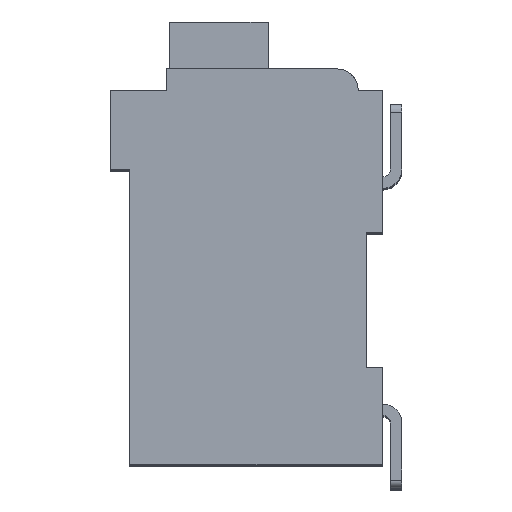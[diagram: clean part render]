
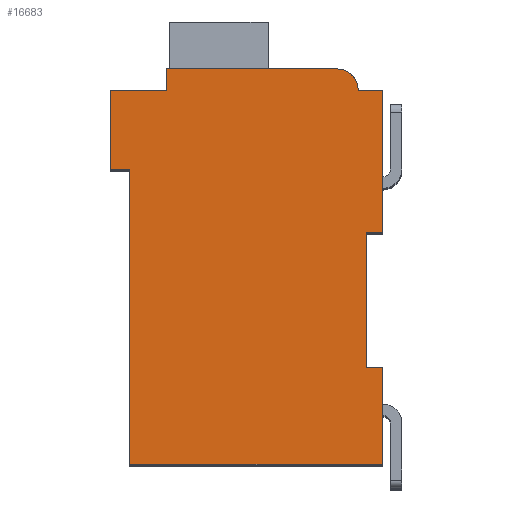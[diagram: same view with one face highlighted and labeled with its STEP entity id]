
A CAD part, top view. The second image highlights one B-rep face of the part: STEP entity #16683.
In plain terms, the highlighted planar face has unit normal (0, 0, 1).
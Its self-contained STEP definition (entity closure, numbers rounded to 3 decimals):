
#5194=DIRECTION('',(1.,0.,0.));
#5195=VECTOR('',#5194,0.5);
#5196=CARTESIAN_POINT('',(7.3,7.15,2.1));
#5197=LINE('',#5196,#5195);
#5198=DIRECTION('',(0.,1.,0.));
#5199=VECTOR('',#5198,4.15);
#5200=CARTESIAN_POINT('',(7.3,3.,2.1));
#5201=LINE('',#5200,#5199);
#5202=DIRECTION('',(-1.,0.,0.));
#5203=VECTOR('',#5202,0.5);
#5204=CARTESIAN_POINT('',(7.8,3.,2.1));
#5205=LINE('',#5204,#5203);
#5206=DIRECTION('',(0.,1.,0.));
#5207=VECTOR('',#5206,3.);
#5208=CARTESIAN_POINT('',(7.8,0.,2.1));
#5209=LINE('',#5208,#5207);
#5210=DIRECTION('',(1.,0.,0.));
#5211=VECTOR('',#5210,7.8);
#5212=CARTESIAN_POINT('',(0.,0.,2.1));
#5213=LINE('',#5212,#5211);
#5214=DIRECTION('',(0.,-1.,0.));
#5215=VECTOR('',#5214,9.1);
#5216=CARTESIAN_POINT('',(0.,9.1,2.1));
#5217=LINE('',#5216,#5215);
#5218=DIRECTION('',(1.,0.,0.));
#5219=VECTOR('',#5218,0.6);
#5220=CARTESIAN_POINT('',(-0.6,9.1,2.1));
#5221=LINE('',#5220,#5219);
#5222=DIRECTION('',(0.,-1.,0.));
#5223=VECTOR('',#5222,2.45);
#5224=CARTESIAN_POINT('',(-0.6,11.55,2.1));
#5225=LINE('',#5224,#5223);
#5226=DIRECTION('',(-1.,0.,0.));
#5227=VECTOR('',#5226,1.75);
#5228=CARTESIAN_POINT('',(1.15,11.55,2.1));
#5229=LINE('',#5228,#5227);
#5230=DIRECTION('',(0.,-1.,0.));
#5231=VECTOR('',#5230,0.65);
#5232=CARTESIAN_POINT('',(1.15,12.2,2.1));
#5233=LINE('',#5232,#5231);
#5234=DIRECTION('',(-1.,0.,0.));
#5235=VECTOR('',#5234,5.25);
#5236=CARTESIAN_POINT('',(6.4,12.2,2.1));
#5237=LINE('',#5236,#5235);
#5238=CARTESIAN_POINT('',(6.4,11.55,2.1));
#5239=DIRECTION('',(0.,0.,1.));
#5240=DIRECTION('',(1.,0.,0.));
#5241=AXIS2_PLACEMENT_3D('',#5238,#5239,#5240);
#5243=DIRECTION('',(-1.,0.,0.));
#5244=VECTOR('',#5243,0.75);
#5245=CARTESIAN_POINT('',(7.8,11.55,2.1));
#5246=LINE('',#5245,#5244);
#5247=DIRECTION('',(0.,1.,0.));
#5248=VECTOR('',#5247,4.4);
#5249=CARTESIAN_POINT('',(7.8,7.15,2.1));
#5250=LINE('',#5249,#5248);
#8111=CARTESIAN_POINT('',(7.3,7.15,2.1));
#8112=CARTESIAN_POINT('',(7.8,7.15,2.1));
#8113=VERTEX_POINT('',#8111);
#8114=VERTEX_POINT('',#8112);
#8115=CARTESIAN_POINT('',(7.8,11.55,2.1));
#8116=VERTEX_POINT('',#8115);
#8117=CARTESIAN_POINT('',(7.05,11.55,2.1));
#8118=VERTEX_POINT('',#8117);
#8119=CARTESIAN_POINT('',(6.4,12.2,2.1));
#8120=VERTEX_POINT('',#8119);
#8121=CARTESIAN_POINT('',(1.15,12.2,2.1));
#8122=VERTEX_POINT('',#8121);
#8123=CARTESIAN_POINT('',(1.15,11.55,2.1));
#8124=VERTEX_POINT('',#8123);
#8125=CARTESIAN_POINT('',(-0.6,11.55,2.1));
#8126=VERTEX_POINT('',#8125);
#8127=CARTESIAN_POINT('',(-0.6,9.1,2.1));
#8128=VERTEX_POINT('',#8127);
#8129=CARTESIAN_POINT('',(0.,9.1,2.1));
#8130=VERTEX_POINT('',#8129);
#8131=CARTESIAN_POINT('',(0.,0.,2.1));
#8132=VERTEX_POINT('',#8131);
#8133=CARTESIAN_POINT('',(7.8,0.,2.1));
#8134=VERTEX_POINT('',#8133);
#8135=CARTESIAN_POINT('',(7.8,3.,2.1));
#8136=VERTEX_POINT('',#8135);
#8137=CARTESIAN_POINT('',(7.3,3.,2.1));
#8138=VERTEX_POINT('',#8137);
#16662=CARTESIAN_POINT('',(0.,0.,2.1));
#16663=DIRECTION('',(0.,0.,1.));
#16664=DIRECTION('',(1.,0.,0.));
#16665=AXIS2_PLACEMENT_3D('',#16662,#16663,#16664);
#16666=PLANE('',#16665);
#16667=ORIENTED_EDGE('',*,*,#10656,.F.);
#16668=ORIENTED_EDGE('',*,*,#11090,.F.);
#16669=ORIENTED_EDGE('',*,*,#13934,.F.);
#16670=ORIENTED_EDGE('',*,*,#14139,.F.);
#16671=ORIENTED_EDGE('',*,*,#14384,.F.);
#16672=ORIENTED_EDGE('',*,*,#14717,.F.);
#16673=ORIENTED_EDGE('',*,*,#14884,.F.);
#16674=ORIENTED_EDGE('',*,*,#15028,.F.);
#16675=ORIENTED_EDGE('',*,*,#15243,.F.);
#16676=ORIENTED_EDGE('',*,*,#15672,.F.);
#16677=ORIENTED_EDGE('',*,*,#16002,.F.);
#16678=ORIENTED_EDGE('',*,*,#15294,.F.);
#16679=ORIENTED_EDGE('',*,*,#15543,.F.);
#16680=ORIENTED_EDGE('',*,*,#10985,.F.);
#16681=EDGE_LOOP('',(#16667,#16668,#16669,#16670,#16671,#16672,#16673,#16674,
#16675,#16676,#16677,#16678,#16679,#16680));
#16682=FACE_OUTER_BOUND('',#16681,.F.);
#5242=CIRCLE('',#5241,0.65);
#10656=EDGE_CURVE('',#8113,#8114,#5197,.T.);
#10985=EDGE_CURVE('',#8114,#8116,#5250,.T.);
#11090=EDGE_CURVE('',#8138,#8113,#5201,.T.);
#13934=EDGE_CURVE('',#8136,#8138,#5205,.T.);
#14139=EDGE_CURVE('',#8134,#8136,#5209,.T.);
#14384=EDGE_CURVE('',#8132,#8134,#5213,.T.);
#14717=EDGE_CURVE('',#8130,#8132,#5217,.T.);
#14884=EDGE_CURVE('',#8128,#8130,#5221,.T.);
#15028=EDGE_CURVE('',#8126,#8128,#5225,.T.);
#15243=EDGE_CURVE('',#8124,#8126,#5229,.T.);
#15294=EDGE_CURVE('',#8118,#8120,#5242,.T.);
#15543=EDGE_CURVE('',#8116,#8118,#5246,.T.);
#15672=EDGE_CURVE('',#8122,#8124,#5233,.T.);
#16002=EDGE_CURVE('',#8120,#8122,#5237,.T.);
#16683=ADVANCED_FACE('',(#16682),#16666,.T.);
